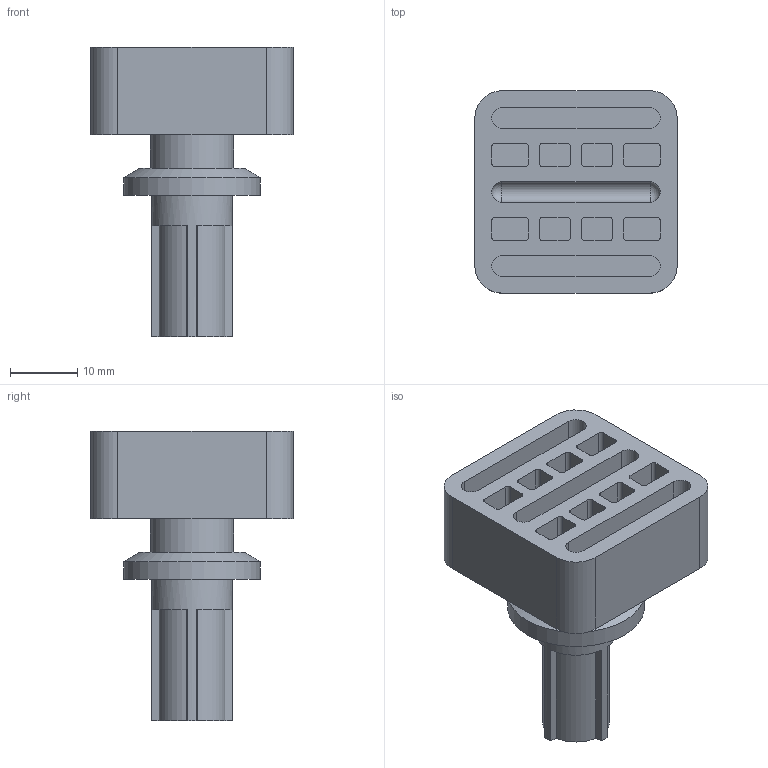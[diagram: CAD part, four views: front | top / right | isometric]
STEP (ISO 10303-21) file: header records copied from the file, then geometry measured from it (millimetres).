
FILE_DESCRIPTION(/* description */ (''),/* implementation_level */ '2;1');
FILE_NAME(/* name */ 'QB-BASE120-Q (14L203DM_03).stp',/* time_stamp */ '2015-10-22T10:45:59-04:00',/* author */ (''),/* organization */ (''),/* preprocessor_version */ 'ST-DEVELOPER v15',/* originating_system */ 'SIEMENS PLM Software NX 8.5',/* authorisation */ '');
FILE_SCHEMA (('CONFIG_CONTROL_DESIGN'));
Length unit declared in the file: inch
Products named in the file (1): 14L203DM_03
Bounding box: 30 x 30 x 43 mm (x, y, z)
Volume: 11443.5 mm3; surface area: 7842.7 mm2
Topology: 1 solids, 1 shells, 122 faces, 318 edges, 210 vertices
Faces by surface type: plane 69, cylinder 50, sphere 2, cone 1
Full cylindrical faces by diameter (mm): 12.002 x1, 12.319 x1, 20.32 x1
Entity records: 3782 total; most frequent: DIRECTION 662, CARTESIAN_POINT 637, ORIENTED_EDGE 616, EDGE_CURVE 308, AXIS2_PLACEMENT_3D 231, VERTEX_POINT 206, LINE 200, VECTOR 200
